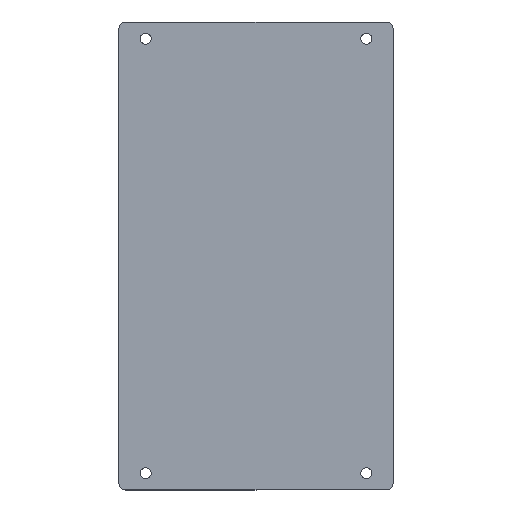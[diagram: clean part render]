
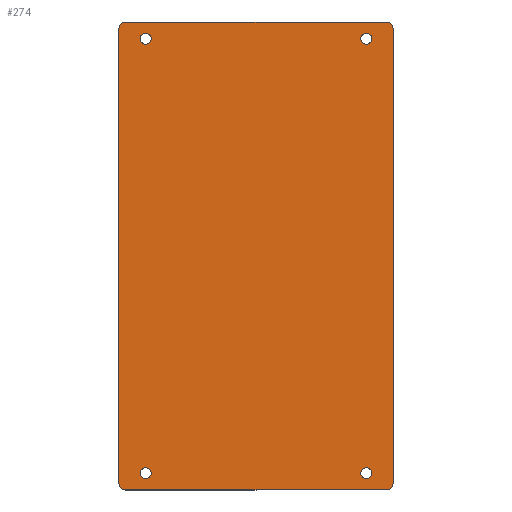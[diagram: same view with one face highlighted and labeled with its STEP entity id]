
A CAD part, top view. The second image highlights one B-rep face of the part: STEP entity #274.
In plain terms, the highlighted planar face has unit normal (0, 0, 1).
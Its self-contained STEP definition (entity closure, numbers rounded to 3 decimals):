
#19=FACE_BOUND('',#61,.T.);
#20=FACE_BOUND('',#62,.T.);
#21=FACE_BOUND('',#63,.T.);
#22=FACE_BOUND('',#64,.T.);
#28=PLANE('',#318);
#42=FACE_OUTER_BOUND('',#60,.T.);
#60=EDGE_LOOP('',(#241,#242,#243,#244,#245,#246,#247,#248));
#61=EDGE_LOOP('',(#249));
#62=EDGE_LOOP('',(#250));
#63=EDGE_LOOP('',(#251));
#64=EDGE_LOOP('',(#252));
#69=LINE('',#416,#89);
#75=LINE('',#444,#95);
#78=LINE('',#452,#98);
#84=LINE('',#474,#104);
#89=VECTOR('',#333,10.);
#95=VECTOR('',#361,10.);
#98=VECTOR('',#370,10.);
#104=VECTOR('',#398,10.);
#105=CIRCLE('',#290,2.);
#114=CIRCLE('',#302,2.);
#115=CIRCLE('',#305,2.);
#116=CIRCLE('',#308,2.);
#117=CIRCLE('',#310,1.625);
#118=CIRCLE('',#312,1.625);
#119=CIRCLE('',#314,1.625);
#120=CIRCLE('',#316,1.625);
#121=VERTEX_POINT('',#403);
#122=VERTEX_POINT('',#404);
#126=VERTEX_POINT('',#414);
#136=VERTEX_POINT('',#438);
#137=VERTEX_POINT('',#442);
#138=VERTEX_POINT('',#446);
#139=VERTEX_POINT('',#450);
#140=VERTEX_POINT('',#454);
#141=VERTEX_POINT('',#458);
#142=VERTEX_POINT('',#462);
#143=VERTEX_POINT('',#466);
#144=VERTEX_POINT('',#470);
#145=EDGE_CURVE('',#121,#122,#105,.T.);
#151=EDGE_CURVE('',#121,#126,#69,.T.);
#162=EDGE_CURVE('',#136,#126,#114,.T.);
#165=EDGE_CURVE('',#136,#137,#75,.T.);
#166=EDGE_CURVE('',#138,#137,#115,.T.);
#169=EDGE_CURVE('',#138,#139,#78,.T.);
#170=EDGE_CURVE('',#140,#139,#116,.T.);
#173=EDGE_CURVE('',#141,#141,#117,.T.);
#175=EDGE_CURVE('',#142,#142,#118,.T.);
#177=EDGE_CURVE('',#143,#143,#119,.T.);
#179=EDGE_CURVE('',#144,#144,#120,.T.);
#180=EDGE_CURVE('',#140,#122,#84,.T.);
#241=ORIENTED_EDGE('',*,*,#145,.F.);
#242=ORIENTED_EDGE('',*,*,#151,.T.);
#243=ORIENTED_EDGE('',*,*,#162,.F.);
#244=ORIENTED_EDGE('',*,*,#165,.T.);
#245=ORIENTED_EDGE('',*,*,#166,.F.);
#246=ORIENTED_EDGE('',*,*,#169,.T.);
#247=ORIENTED_EDGE('',*,*,#170,.F.);
#248=ORIENTED_EDGE('',*,*,#180,.T.);
#249=ORIENTED_EDGE('',*,*,#173,.T.);
#250=ORIENTED_EDGE('',*,*,#175,.T.);
#251=ORIENTED_EDGE('',*,*,#177,.T.);
#252=ORIENTED_EDGE('',*,*,#179,.T.);
#274=ADVANCED_FACE('',(#42,#19,#20,#21,#22),#28,.T.);
#290=AXIS2_PLACEMENT_3D('',#405,#323,#324);
#302=AXIS2_PLACEMENT_3D('',#439,#355,#356);
#305=AXIS2_PLACEMENT_3D('',#447,#364,#365);
#308=AXIS2_PLACEMENT_3D('',#455,#373,#374);
#310=AXIS2_PLACEMENT_3D('',#460,#379,#380);
#312=AXIS2_PLACEMENT_3D('',#464,#384,#385);
#314=AXIS2_PLACEMENT_3D('',#468,#389,#390);
#316=AXIS2_PLACEMENT_3D('',#472,#394,#395);
#318=AXIS2_PLACEMENT_3D('',#475,#399,#400);
#323=DIRECTION('center_axis',(0.,0.,-1.));
#324=DIRECTION('ref_axis',(0.707,0.707,0.));
#333=DIRECTION('',(-1.,0.,0.));
#355=DIRECTION('center_axis',(0.,0.,-1.));
#356=DIRECTION('ref_axis',(-0.707,0.707,0.));
#361=DIRECTION('',(0.,-1.,0.));
#364=DIRECTION('center_axis',(0.,0.,-1.));
#365=DIRECTION('ref_axis',(-0.707,-0.707,0.));
#370=DIRECTION('',(1.,0.,0.));
#373=DIRECTION('center_axis',(0.,0.,-1.));
#374=DIRECTION('ref_axis',(0.707,-0.707,0.));
#379=DIRECTION('center_axis',(0.,0.,-1.));
#380=DIRECTION('ref_axis',(-1.,0.,0.));
#384=DIRECTION('center_axis',(0.,0.,-1.));
#385=DIRECTION('ref_axis',(-1.,0.,0.));
#389=DIRECTION('center_axis',(0.,0.,-1.));
#390=DIRECTION('ref_axis',(-1.,0.,0.));
#394=DIRECTION('center_axis',(0.,0.,-1.));
#395=DIRECTION('ref_axis',(-1.,0.,0.));
#398=DIRECTION('',(0.,1.,0.));
#399=DIRECTION('center_axis',(0.,0.,1.));
#400=DIRECTION('ref_axis',(1.,0.,0.));
#403=CARTESIAN_POINT('',(77.,140.,1.02));
#404=CARTESIAN_POINT('',(79.,138.,1.02));
#405=CARTESIAN_POINT('Origin',(77.,138.,1.02));
#414=CARTESIAN_POINT('',(-1.,140.,1.02));
#416=CARTESIAN_POINT('',(-3.,140.,1.02));
#438=CARTESIAN_POINT('',(-3.,138.,1.02));
#439=CARTESIAN_POINT('Origin',(-1.,138.,1.02));
#442=CARTESIAN_POINT('',(-3.,2.,1.02));
#444=CARTESIAN_POINT('',(-3.,0.,1.02));
#446=CARTESIAN_POINT('',(-1.,0.,1.02));
#447=CARTESIAN_POINT('Origin',(-1.,2.,1.02));
#450=CARTESIAN_POINT('',(77.,0.,1.02));
#452=CARTESIAN_POINT('',(79.,0.,1.02));
#454=CARTESIAN_POINT('',(79.,2.,1.02));
#455=CARTESIAN_POINT('Origin',(77.,2.,1.02));
#458=CARTESIAN_POINT('',(72.625,5.,1.02));
#460=CARTESIAN_POINT('Origin',(71.,5.,1.02));
#462=CARTESIAN_POINT('',(6.625,135.,1.02));
#464=CARTESIAN_POINT('Origin',(5.,135.,1.02));
#466=CARTESIAN_POINT('',(72.625,135.,1.02));
#468=CARTESIAN_POINT('Origin',(71.,135.,1.02));
#470=CARTESIAN_POINT('',(6.625,5.,1.02));
#472=CARTESIAN_POINT('Origin',(5.,5.,1.02));
#474=CARTESIAN_POINT('',(79.,140.,1.02));
#475=CARTESIAN_POINT('Origin',(38.,70.,1.02));
